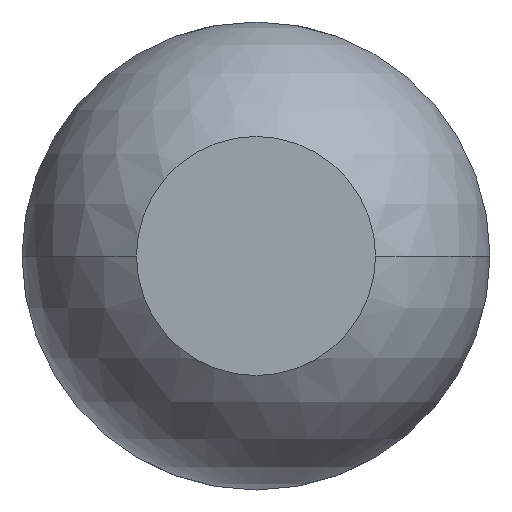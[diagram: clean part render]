
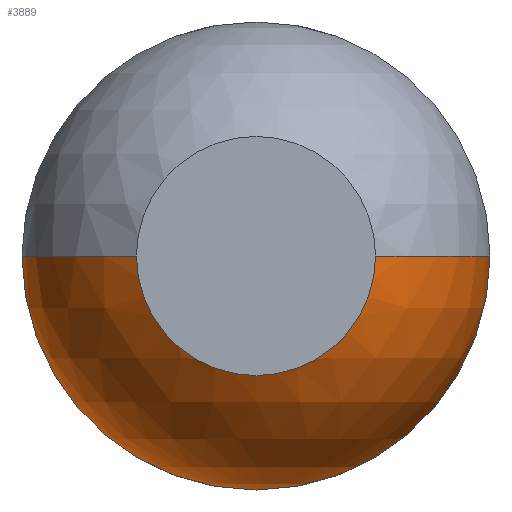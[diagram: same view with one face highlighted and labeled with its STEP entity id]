
A CAD part, front view. The second image highlights one B-rep face of the part: STEP entity #3889.
In plain terms, the highlighted spherical face has radius 0.685 mm.
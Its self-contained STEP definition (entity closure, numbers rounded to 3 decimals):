
#3 = AXIS2_PLACEMENT_3D ( 'NONE', #449, #2931, #2037 ) ;
#14 = CARTESIAN_POINT ( 'NONE',  ( 0.685, -26.411, 0. ) ) ;
#76 = AXIS2_PLACEMENT_3D ( 'NONE', #2316, #3981, #2374 ) ;
#124 = VERTEX_POINT ( 'NONE', #1717 ) ;
#378 = EDGE_CURVE ( 'Defeature ausgef�hrt1_30+Defeature ausgef�hrt1_28+Defeature ausgef�hrt1_28+Defeature ausgef�hrt1_28', #387, #3396, #3403, .T. ) ;
#387 = VERTEX_POINT ( 'NONE', #4906 ) ;
#449 = CARTESIAN_POINT ( 'NONE',  ( 0., -27., 0. ) ) ;
#474 = EDGE_CURVE ( 'NONE', #2204, #124, #1372, .T. ) ;
#525 = CARTESIAN_POINT ( 'NONE',  ( 0., -26.411, 0. ) ) ;
#727 = EDGE_CURVE ( 'Defeature ausgef�hrt1_30+Defeature ausgef�hrt1_28+Defeature ausgef�hrt1_28+Defeature ausgef�hrt1_28', #2204, #387, #770, .T. ) ;
#770 = CIRCLE ( 'NONE', #76, 0.35 ) ;
#896 = DIRECTION ( 'NONE',  ( -1., 0., 0. ) ) ;
#967 = AXIS2_PLACEMENT_3D ( 'NONE', #2745, #3183, #4405 ) ;
#1036 = AXIS2_PLACEMENT_3D ( 'NONE', #1721, #2601, #1794 ) ;
#1104 = CIRCLE ( 'NONE', #967, 0.685 ) ;
#1318 = AXIS2_PLACEMENT_3D ( 'NONE', #2222, #3432, #1461 ) ;
#1372 = CIRCLE ( 'NONE', #2116, 0.685 ) ;
#1461 = DIRECTION ( 'NONE',  ( 1., 0., 0. ) ) ;
#1688 = CIRCLE ( 'NONE', #2339, 0.685 ) ;
#1717 = CARTESIAN_POINT ( 'NONE',  ( -0.685, -26.411, 0. ) ) ;
#1721 = CARTESIAN_POINT ( 'NONE',  ( 0., -26.411, 0. ) ) ;
#1794 = DIRECTION ( 'NONE',  ( 0., 0., 1. ) ) ;
#1887 = ORIENTED_EDGE ( 'NONE', *, *, #4409, .F. ) ;
#2037 = DIRECTION ( 'NONE',  ( 0., 0., -1. ) ) ;
#2116 = AXIS2_PLACEMENT_3D ( 'NONE', #525, #3362, #896 ) ;
#2204 = VERTEX_POINT ( 'NONE', #2586 ) ;
#2222 = CARTESIAN_POINT ( 'NONE',  ( 0., -26.411, 0. ) ) ;
#2239 = CARTESIAN_POINT ( 'NONE',  ( 0.35, -27., 0. ) ) ;
#2316 = CARTESIAN_POINT ( 'NONE',  ( 0., -27., 0. ) ) ;
#2339 = AXIS2_PLACEMENT_3D ( 'NONE', #3987, #5118, #3576 ) ;
#2374 = DIRECTION ( 'NONE',  ( 0., 0., -1. ) ) ;
#2389 = SPHERICAL_SURFACE ( 'NONE', #1318, 0.685 ) ;
#2543 = EDGE_LOOP ( 'NONE', ( #4590, #4955, #3724, #4773, #1887, #5324 ) ) ;
#2586 = CARTESIAN_POINT ( 'NONE',  ( -0.35, -27., 0. ) ) ;
#2601 = DIRECTION ( 'NONE',  ( 0., 1., 0. ) ) ;
#2607 = VERTEX_POINT ( 'NONE', #2638 ) ;
#2638 = CARTESIAN_POINT ( 'NONE',  ( 0., -26.411, -0.685 ) ) ;
#2745 = CARTESIAN_POINT ( 'NONE',  ( 0., -26.411, 0. ) ) ;
#2914 = FACE_OUTER_BOUND ( 'NONE', #2543, .T. ) ;
#2931 = DIRECTION ( 'NONE',  ( 0., -1., 0. ) ) ;
#3183 = DIRECTION ( 'NONE',  ( 0., 1., 0. ) ) ;
#3228 = CIRCLE ( 'NONE', #1036, 0.685 ) ;
#3362 = DIRECTION ( 'NONE',  ( 0., 0., -1. ) ) ;
#3396 = VERTEX_POINT ( 'NONE', #2239 ) ;
#3403 = CIRCLE ( 'NONE', #3, 0.35 ) ;
#3432 = DIRECTION ( 'NONE',  ( 0., 0., -1. ) ) ;
#3576 = DIRECTION ( 'NONE',  ( 1., 0., 0. ) ) ;
#3724 = ORIENTED_EDGE ( 'NONE', *, *, #4989, .F. ) ;
#3858 = EDGE_CURVE ( 'Defeature ausgef�hrt1_29+Defeature ausgef�hrt1_28+Defeature ausgef�hrt1_28+Defeature ausgef�hrt1_28', #5146, #2607, #3228, .T. ) ;
#3889 = ADVANCED_FACE ( 'Defeature ausgef�hrt1_28', ( #2914 ), #2389, .T. ) ;
#3981 = DIRECTION ( 'NONE',  ( 0., -1., 0. ) ) ;
#3987 = CARTESIAN_POINT ( 'NONE',  ( 0., -26.411, 0. ) ) ;
#4405 = DIRECTION ( 'NONE',  ( 0., 0., 1. ) ) ;
#4409 = EDGE_CURVE ( 'NONE', #3396, #5146, #1688, .T. ) ;
#4590 = ORIENTED_EDGE ( 'NONE', *, *, #727, .F. ) ;
#4773 = ORIENTED_EDGE ( 'NONE', *, *, #3858, .F. ) ;
#4906 = CARTESIAN_POINT ( 'NONE',  ( 0., -27., -0.35 ) ) ;
#4955 = ORIENTED_EDGE ( 'NONE', *, *, #474, .T. ) ;
#4989 = EDGE_CURVE ( 'Defeature ausgef�hrt1_29+Defeature ausgef�hrt1_28+Defeature ausgef�hrt1_28+Defeature ausgef�hrt1_28', #2607, #124, #1104, .T. ) ;
#5118 = DIRECTION ( 'NONE',  ( 0., 0., 1. ) ) ;
#5146 = VERTEX_POINT ( 'NONE', #14 ) ;
#5324 = ORIENTED_EDGE ( 'NONE', *, *, #378, .F. ) ;
